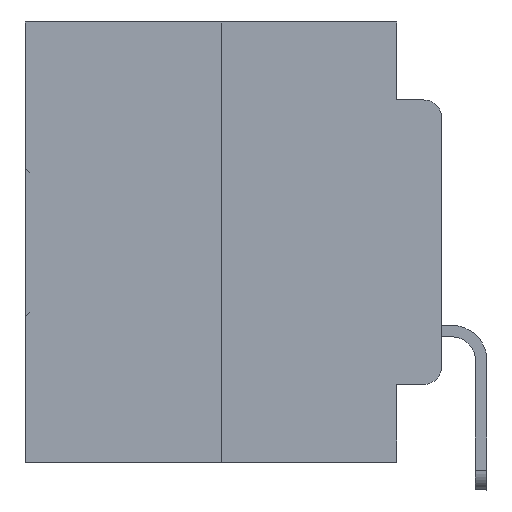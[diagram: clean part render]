
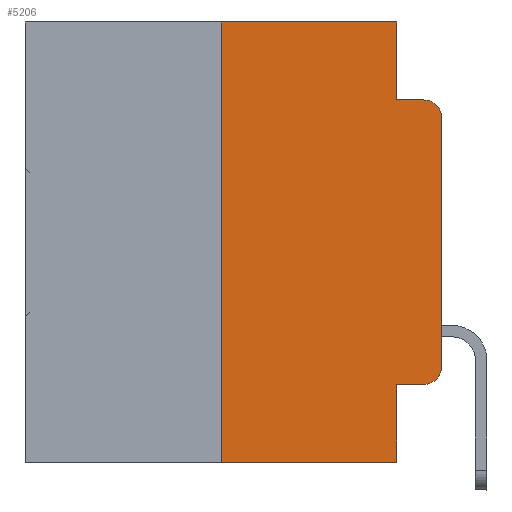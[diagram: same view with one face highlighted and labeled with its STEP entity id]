
A CAD part, left-side view. The second image highlights one B-rep face of the part: STEP entity #5206.
In plain terms, the highlighted planar face has unit normal (-1, 0, 0).
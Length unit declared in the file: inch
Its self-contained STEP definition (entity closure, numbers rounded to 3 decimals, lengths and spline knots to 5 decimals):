
#679 = LINE ( 'NONE', #9905, #15340 ) ;
#1189 = EDGE_CURVE ( 'NONE', #8688, #5660, #5551, .T. ) ;
#1920 = VECTOR ( 'NONE', #6011, 39.37008 ) ;
#2211 = CARTESIAN_POINT ( 'NONE',  ( 0., 0.25, -0.5 ) ) ;
#2285 = DIRECTION ( 'NONE',  ( 0., 0., 1. ) ) ;
#2862 = CARTESIAN_POINT ( 'NONE',  ( 0., 0.051, -0.0885 ) ) ;
#3178 = EDGE_CURVE ( 'NONE', #10778, #8342, #679, .T. ) ;
#3301 = CARTESIAN_POINT ( 'NONE',  ( 0., 0.473, 0. ) ) ;
#3645 = ORIENTED_EDGE ( 'NONE', *, *, #19402, .T. ) ;
#3808 = LINE ( 'NONE', #3301, #7786 ) ;
#3824 = ORIENTED_EDGE ( 'NONE', *, *, #30956, .T. ) ;
#4131 = EDGE_LOOP ( 'NONE', ( #7903, #3645, #31794, #9612, #17089, #8040, #4177, #28822, #14361, #3824 ) ) ;
#4177 = ORIENTED_EDGE ( 'NONE', *, *, #6428, .T. ) ;
#4904 = LINE ( 'NONE', #9547, #16410 ) ;
#4967 = VERTEX_POINT ( 'NONE', #22750 ) ;
#5206 = ADVANCED_FACE ( 'NONE', ( #25896 ), #13235, .F. ) ;
#5551 = LINE ( 'NONE', #25169, #7154 ) ;
#5660 = VERTEX_POINT ( 'NONE', #22709 ) ;
#5960 = EDGE_CURVE ( 'NONE', #32300, #4967, #12391, .T. ) ;
#6011 = DIRECTION ( 'NONE',  ( 0., -1., 0. ) ) ;
#6428 = EDGE_CURVE ( 'NONE', #14104, #12268, #26858, .T. ) ;
#7154 = VECTOR ( 'NONE', #32528, 39.37008 ) ;
#7786 = VECTOR ( 'NONE', #26226, 39.37008 ) ;
#7903 = ORIENTED_EDGE ( 'NONE', *, *, #1189, .T. ) ;
#8040 = ORIENTED_EDGE ( 'NONE', *, *, #8542, .F. ) ;
#8342 = VERTEX_POINT ( 'NONE', #2862 ) ;
#8542 = EDGE_CURVE ( 'NONE', #14104, #32108, #4904, .T. ) ;
#8688 = VERTEX_POINT ( 'NONE', #24806 ) ;
#9547 = CARTESIAN_POINT ( 'NONE',  ( 0., 0.25, 0. ) ) ;
#9598 = CARTESIAN_POINT ( 'NONE',  ( 0., 0.473, -0.5 ) ) ;
#9612 = ORIENTED_EDGE ( 'NONE', *, *, #3178, .F. ) ;
#9905 = CARTESIAN_POINT ( 'NONE',  ( 0., 0.051, 0. ) ) ;
#10778 = VERTEX_POINT ( 'NONE', #32277 ) ;
#11020 = DIRECTION ( 'NONE',  ( 0., 0., -1. ) ) ;
#11634 = CARTESIAN_POINT ( 'NONE',  ( 0., 0.25, 0. ) ) ;
#12268 = VERTEX_POINT ( 'NONE', #21585 ) ;
#12391 = LINE ( 'NONE', #29531, #29056 ) ;
#12424 = LINE ( 'NONE', #25981, #18018 ) ;
#13235 = PLANE ( 'NONE',  #26323 ) ;
#14031 = DIRECTION ( 'NONE',  ( -1., 0., 0. ) ) ;
#14104 = VERTEX_POINT ( 'NONE', #2211 ) ;
#14361 = ORIENTED_EDGE ( 'NONE', *, *, #5960, .T. ) ;
#14982 = DIRECTION ( 'NONE',  ( 0., 0., -1. ) ) ;
#15340 = VECTOR ( 'NONE', #14982, 39.37008 ) ;
#16008 = CIRCLE ( 'NONE', #19378, 0.02 ) ;
#16410 = VECTOR ( 'NONE', #2285, 39.37008 ) ;
#16675 = DIRECTION ( 'NONE',  ( 0., -1., 0. ) ) ;
#17089 = ORIENTED_EDGE ( 'NONE', *, *, #27613, .F. ) ;
#18018 = VECTOR ( 'NONE', #20227, 39.37008 ) ;
#19378 = AXIS2_PLACEMENT_3D ( 'NONE', #31697, #14031, #26880 ) ;
#19402 = EDGE_CURVE ( 'NONE', #5660, #28121, #32406, .T. ) ;
#20227 = DIRECTION ( 'NONE',  ( 0., 0., -1. ) ) ;
#21111 = CARTESIAN_POINT ( 'NONE',  ( 0., 0.02, -0.1085 ) ) ;
#21322 = VECTOR ( 'NONE', #16675, 39.37008 ) ;
#21585 = CARTESIAN_POINT ( 'NONE',  ( 0., 0.051, -0.5 ) ) ;
#22679 = AXIS2_PLACEMENT_3D ( 'NONE', #21111, #23628, #26182 ) ;
#22709 = CARTESIAN_POINT ( 'NONE',  ( 0., 0., -0.1085 ) ) ;
#22750 = CARTESIAN_POINT ( 'NONE',  ( 0., 0.02, -0.4115 ) ) ;
#23595 = CARTESIAN_POINT ( 'NONE',  ( 0., 0.051, -0.0885 ) ) ;
#23628 = DIRECTION ( 'NONE',  ( -1., 0., 0. ) ) ;
#24659 = DIRECTION ( 'NONE',  ( 0., -1., 0. ) ) ;
#24806 = CARTESIAN_POINT ( 'NONE',  ( 0., 0., -0.3915 ) ) ;
#25169 = CARTESIAN_POINT ( 'NONE',  ( 0., 0., 0. ) ) ;
#25245 = EDGE_CURVE ( 'NONE', #8342, #28121, #30061, .T. ) ;
#25896 = FACE_OUTER_BOUND ( 'NONE', #4131, .T. ) ;
#25981 = CARTESIAN_POINT ( 'NONE',  ( 0., 0.051, 0. ) ) ;
#26182 = DIRECTION ( 'NONE',  ( 0., 0., -1. ) ) ;
#26226 = DIRECTION ( 'NONE',  ( 0., -1., 0. ) ) ;
#26323 = AXIS2_PLACEMENT_3D ( 'NONE', #28526, #30984, #11020 ) ;
#26858 = LINE ( 'NONE', #9598, #21322 ) ;
#26880 = DIRECTION ( 'NONE',  ( 0., 0., -1. ) ) ;
#27613 = EDGE_CURVE ( 'NONE', #32108, #10778, #3808, .T. ) ;
#28121 = VERTEX_POINT ( 'NONE', #32899 ) ;
#28526 = CARTESIAN_POINT ( 'NONE',  ( 0., 0.473, 0. ) ) ;
#28822 = ORIENTED_EDGE ( 'NONE', *, *, #31218, .F. ) ;
#29056 = VECTOR ( 'NONE', #24659, 39.37008 ) ;
#29531 = CARTESIAN_POINT ( 'NONE',  ( 0., 0.051, -0.4115 ) ) ;
#30061 = LINE ( 'NONE', #23595, #1920 ) ;
#30956 = EDGE_CURVE ( 'NONE', #4967, #8688, #16008, .T. ) ;
#30984 = DIRECTION ( 'NONE',  ( 1., 0., 0. ) ) ;
#31218 = EDGE_CURVE ( 'NONE', #32300, #12268, #12424, .T. ) ;
#31697 = CARTESIAN_POINT ( 'NONE',  ( 0., 0.02, -0.3915 ) ) ;
#31794 = ORIENTED_EDGE ( 'NONE', *, *, #25245, .F. ) ;
#32108 = VERTEX_POINT ( 'NONE', #11634 ) ;
#32277 = CARTESIAN_POINT ( 'NONE',  ( 0., 0.051, 0. ) ) ;
#32300 = VERTEX_POINT ( 'NONE', #32710 ) ;
#32406 = CIRCLE ( 'NONE', #22679, 0.02 ) ;
#32528 = DIRECTION ( 'NONE',  ( 0., 0., 1. ) ) ;
#32710 = CARTESIAN_POINT ( 'NONE',  ( 0., 0.051, -0.4115 ) ) ;
#32899 = CARTESIAN_POINT ( 'NONE',  ( 0., 0.02, -0.0885 ) ) ;
